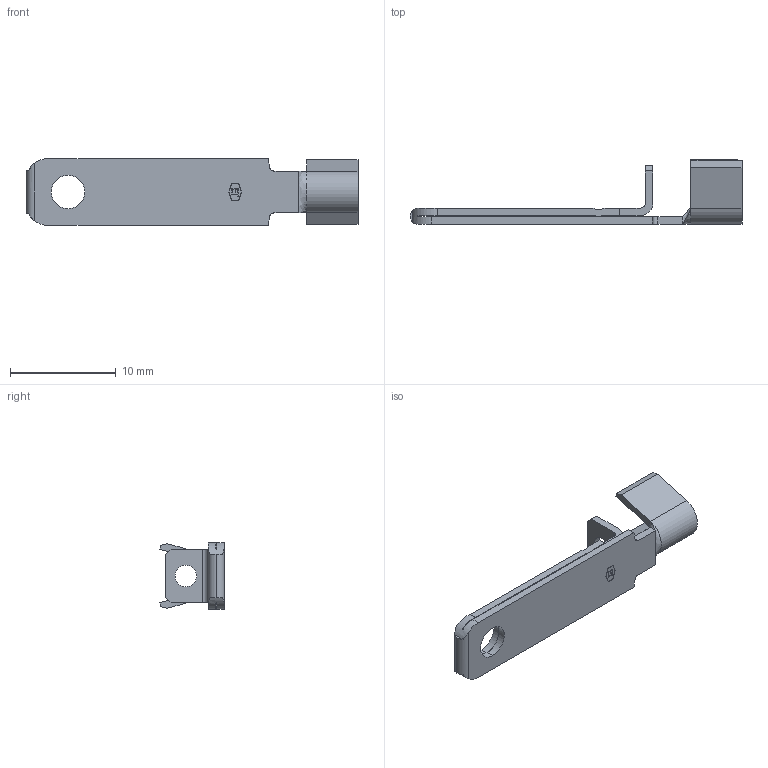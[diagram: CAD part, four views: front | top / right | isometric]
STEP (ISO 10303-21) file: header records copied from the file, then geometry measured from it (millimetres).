
FILE_DESCRIPTION (( 'STEP AP203' ), '1' );
FILE_NAME ('14216.STEP', '2015-02-23T19:25:08', ( '' ), ( '' ), 'SwSTEP 2.0', 'SolidWorks 2014', '' );
FILE_SCHEMA (( 'CONFIG_CONTROL_DESIGN' ));
Length unit declared in the file: inch
Products named in the file (1): 14216
Bounding box: 31.34 x 6.1 x 6.32 mm (x, y, z)
Volume: 250.7 mm3; surface area: 837.3 mm2
Topology: 1 solids, 1 shells, 154 faces, 402 edges, 254 vertices
Faces by surface type: plane 106, cylinder 33, cone 9, bspline 6
Entity records: 4907 total; most frequent: CARTESIAN_POINT 1052, ORIENTED_EDGE 804, DIRECTION 747, EDGE_CURVE 402, VECTOR 315, LINE 315, VERTEX_POINT 254, AXIS2_PLACEMENT_3D 216
